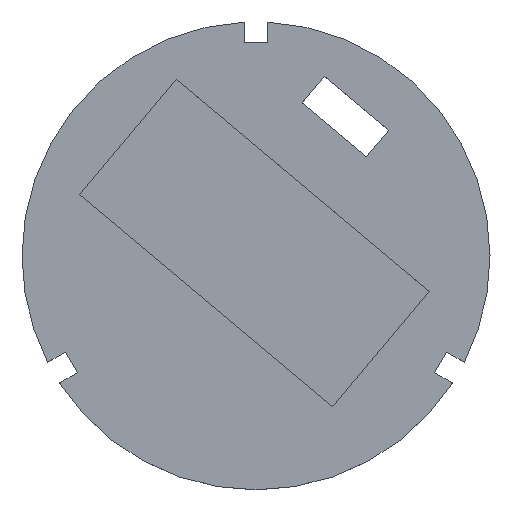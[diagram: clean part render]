
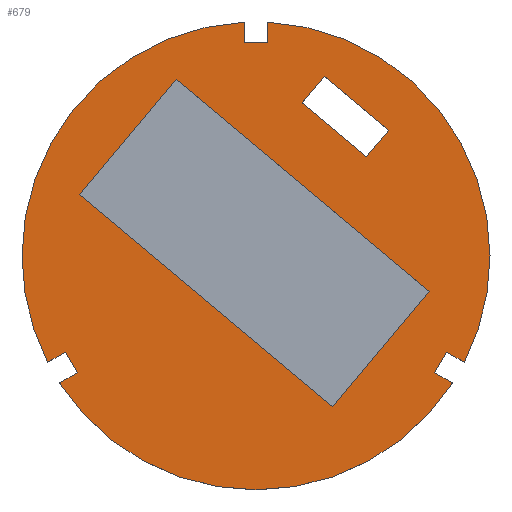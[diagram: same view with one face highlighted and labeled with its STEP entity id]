
A CAD part, top view. The second image highlights one B-rep face of the part: STEP entity #679.
In plain terms, the highlighted planar face has unit normal (0, 0, 1).
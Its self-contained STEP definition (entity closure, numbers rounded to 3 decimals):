
#70=CARTESIAN_POINT('Vertex',(19.011,17.989,3.4)) ;
#73=CARTESIAN_POINT('Line Origine',(14.414,21.846,3.4)) ;
#77=CARTESIAN_POINT('Vertex',(9.818,25.702,3.4)) ;
#104=CARTESIAN_POINT('Line Origine',(8.211,23.787,3.4)) ;
#108=CARTESIAN_POINT('Vertex',(6.604,21.872,3.4)) ;
#266=CARTESIAN_POINT('Line Origine',(11.2,18.015,3.4)) ;
#270=CARTESIAN_POINT('Vertex',(15.797,14.159,3.4)) ;
#294=CARTESIAN_POINT('Vertex',(28.124,-18.201,3.4)) ;
#297=CARTESIAN_POINT('Axis2P3D Location',(0.,0.,3.4)) ;
#301=CARTESIAN_POINT('Vertex',(-28.124,-18.201,3.4)) ;
#325=CARTESIAN_POINT('Vertex',(29.824,-15.256,3.4)) ;
#328=CARTESIAN_POINT('Line Origine',(28.544,-14.517,3.4)) ;
#332=CARTESIAN_POINT('Vertex',(27.264,-13.778,3.4)) ;
#351=CARTESIAN_POINT('Vertex',(33.5,0.,3.4)) ;
#354=CARTESIAN_POINT('Axis2P3D Location',(0.,0.,3.4)) ;
#366=CARTESIAN_POINT('Axis2P3D Location',(0.,0.,3.4)) ;
#370=CARTESIAN_POINT('Vertex',(1.7,33.457,3.4)) ;
#394=CARTESIAN_POINT('Vertex',(-1.7,33.457,3.4)) ;
#397=CARTESIAN_POINT('Line Origine',(-1.7,31.978,3.4)) ;
#401=CARTESIAN_POINT('Vertex',(-1.7,30.5,3.4)) ;
#420=CARTESIAN_POINT('Vertex',(-33.5,0.,3.4)) ;
#423=CARTESIAN_POINT('Axis2P3D Location',(0.,0.,3.4)) ;
#435=CARTESIAN_POINT('Axis2P3D Location',(0.,0.,3.4)) ;
#439=CARTESIAN_POINT('Vertex',(-29.824,-15.256,3.4)) ;
#459=CARTESIAN_POINT('Line Origine',(-26.844,-17.461,3.4)) ;
#463=CARTESIAN_POINT('Vertex',(-25.564,-16.722,3.4)) ;
#483=CARTESIAN_POINT('Line Origine',(-26.414,-15.25,3.4)) ;
#487=CARTESIAN_POINT('Vertex',(-27.264,-13.778,3.4)) ;
#507=CARTESIAN_POINT('Line Origine',(-28.544,-14.517,3.4)) ;
#524=CARTESIAN_POINT('Line Origine',(0.,30.5,3.4)) ;
#528=CARTESIAN_POINT('Vertex',(1.7,30.5,3.4)) ;
#548=CARTESIAN_POINT('Line Origine',(1.7,31.978,3.4)) ;
#565=CARTESIAN_POINT('Line Origine',(26.414,-15.25,3.4)) ;
#569=CARTESIAN_POINT('Vertex',(25.564,-16.722,3.4)) ;
#589=CARTESIAN_POINT('Line Origine',(26.844,-17.461,3.4)) ;
#606=CARTESIAN_POINT('Line Origine',(17.404,16.074,3.4)) ;
#618=CARTESIAN_POINT('Axis2P3D Location',(0.,0.,3.4)) ;
#639=CARTESIAN_POINT('Line Origine',(17.886,-13.377,3.4)) ;
#643=CARTESIAN_POINT('Vertex',(10.976,-21.612,3.4)) ;
#645=CARTESIAN_POINT('Vertex',(24.796,-5.142,3.4)) ;
#648=CARTESIAN_POINT('Line Origine',(-7.141,-6.41,3.4)) ;
#652=CARTESIAN_POINT('Vertex',(-25.258,8.792,3.4)) ;
#655=CARTESIAN_POINT('Line Origine',(-18.348,17.027,3.4)) ;
#659=CARTESIAN_POINT('Vertex',(-11.438,25.262,3.4)) ;
#662=CARTESIAN_POINT('Line Origine',(6.679,10.06,3.4)) ;
#74=DIRECTION('Vector Direction',(0.766,-0.643,0.)) ;
#105=DIRECTION('Vector Direction',(0.643,0.766,0.)) ;
#267=DIRECTION('Vector Direction',(-0.766,0.643,0.)) ;
#298=DIRECTION('Axis2P3D Direction',(0.,0.,1.)) ;
#329=DIRECTION('Vector Direction',(0.866,-0.5,0.)) ;
#355=DIRECTION('Axis2P3D Direction',(0.,0.,1.)) ;
#367=DIRECTION('Axis2P3D Direction',(0.,0.,1.)) ;
#398=DIRECTION('Vector Direction',(0.,1.,0.)) ;
#424=DIRECTION('Axis2P3D Direction',(0.,0.,1.)) ;
#436=DIRECTION('Axis2P3D Direction',(0.,0.,1.)) ;
#460=DIRECTION('Vector Direction',(-0.866,-0.5,0.)) ;
#484=DIRECTION('Vector Direction',(-0.5,0.866,0.)) ;
#508=DIRECTION('Vector Direction',(-0.866,-0.5,0.)) ;
#525=DIRECTION('Vector Direction',(1.,0.,0.)) ;
#549=DIRECTION('Vector Direction',(0.,1.,0.)) ;
#566=DIRECTION('Vector Direction',(-0.5,-0.866,0.)) ;
#590=DIRECTION('Vector Direction',(0.866,-0.5,0.)) ;
#607=DIRECTION('Vector Direction',(-0.643,-0.766,0.)) ;
#619=DIRECTION('Axis2P3D Direction',(0.,0.,1.)) ;
#620=DIRECTION('Axis2P3D XDirection',(1.,0.,0.)) ;
#640=DIRECTION('Vector Direction',(-0.643,-0.766,0.)) ;
#649=DIRECTION('Vector Direction',(-0.766,0.643,0.)) ;
#656=DIRECTION('Vector Direction',(0.643,0.766,0.)) ;
#663=DIRECTION('Vector Direction',(0.766,-0.643,0.)) ;
#299=AXIS2_PLACEMENT_3D('Circle Axis2P3D',#297,#298,$) ;
#356=AXIS2_PLACEMENT_3D('Circle Axis2P3D',#354,#355,$) ;
#368=AXIS2_PLACEMENT_3D('Circle Axis2P3D',#366,#367,$) ;
#425=AXIS2_PLACEMENT_3D('Circle Axis2P3D',#423,#424,$) ;
#437=AXIS2_PLACEMENT_3D('Circle Axis2P3D',#435,#436,$) ;
#621=AXIS2_PLACEMENT_3D('Plane Axis2P3D',#618,#619,#620) ;
#624=ORIENTED_EDGE('',*,*,#303,.T.) ;
#625=ORIENTED_EDGE('',*,*,#593,.F.) ;
#626=ORIENTED_EDGE('',*,*,#571,.F.) ;
#627=ORIENTED_EDGE('',*,*,#334,.T.) ;
#628=ORIENTED_EDGE('',*,*,#358,.T.) ;
#629=ORIENTED_EDGE('',*,*,#372,.T.) ;
#630=ORIENTED_EDGE('',*,*,#552,.F.) ;
#631=ORIENTED_EDGE('',*,*,#530,.F.) ;
#632=ORIENTED_EDGE('',*,*,#403,.T.) ;
#633=ORIENTED_EDGE('',*,*,#427,.T.) ;
#634=ORIENTED_EDGE('',*,*,#441,.T.) ;
#635=ORIENTED_EDGE('',*,*,#511,.F.) ;
#636=ORIENTED_EDGE('',*,*,#489,.F.) ;
#637=ORIENTED_EDGE('',*,*,#465,.T.) ;
#668=ORIENTED_EDGE('',*,*,#647,.F.) ;
#669=ORIENTED_EDGE('',*,*,#654,.F.) ;
#670=ORIENTED_EDGE('',*,*,#661,.F.) ;
#671=ORIENTED_EDGE('',*,*,#666,.F.) ;
#674=ORIENTED_EDGE('',*,*,#610,.F.) ;
#675=ORIENTED_EDGE('',*,*,#272,.F.) ;
#676=ORIENTED_EDGE('',*,*,#110,.F.) ;
#677=ORIENTED_EDGE('',*,*,#79,.F.) ;
#672=FACE_BOUND('',#667,.T.) ;
#678=FACE_BOUND('',#673,.T.) ;
#75=VECTOR('Line Direction',#74,1.) ;
#106=VECTOR('Line Direction',#105,1.) ;
#268=VECTOR('Line Direction',#267,1.) ;
#330=VECTOR('Line Direction',#329,1.) ;
#399=VECTOR('Line Direction',#398,1.) ;
#461=VECTOR('Line Direction',#460,1.) ;
#485=VECTOR('Line Direction',#484,1.) ;
#509=VECTOR('Line Direction',#508,1.) ;
#526=VECTOR('Line Direction',#525,1.) ;
#550=VECTOR('Line Direction',#549,1.) ;
#567=VECTOR('Line Direction',#566,1.) ;
#591=VECTOR('Line Direction',#590,1.) ;
#608=VECTOR('Line Direction',#607,1.) ;
#641=VECTOR('Line Direction',#640,1.) ;
#650=VECTOR('Line Direction',#649,1.) ;
#657=VECTOR('Line Direction',#656,1.) ;
#664=VECTOR('Line Direction',#663,1.) ;
#679=ADVANCED_FACE('',(#638,#672,#678),#622,.T.) ;
#300=CIRCLE('generated circle',#299,33.5) ;
#357=CIRCLE('generated circle',#356,33.5) ;
#369=CIRCLE('generated circle',#368,33.5) ;
#426=CIRCLE('generated circle',#425,33.5) ;
#438=CIRCLE('generated circle',#437,33.5) ;
#79=EDGE_CURVE('',#71,#78,#76,.F.) ;
#110=EDGE_CURVE('',#78,#109,#107,.F.) ;
#272=EDGE_CURVE('',#109,#271,#269,.F.) ;
#303=EDGE_CURVE('',#302,#295,#300,.T.) ;
#334=EDGE_CURVE('',#333,#326,#331,.T.) ;
#358=EDGE_CURVE('',#326,#352,#357,.T.) ;
#372=EDGE_CURVE('',#352,#371,#369,.T.) ;
#403=EDGE_CURVE('',#402,#395,#400,.T.) ;
#427=EDGE_CURVE('',#395,#421,#426,.T.) ;
#441=EDGE_CURVE('',#421,#440,#438,.T.) ;
#465=EDGE_CURVE('',#464,#302,#462,.T.) ;
#489=EDGE_CURVE('',#464,#488,#486,.T.) ;
#511=EDGE_CURVE('',#488,#440,#510,.T.) ;
#530=EDGE_CURVE('',#402,#529,#527,.T.) ;
#552=EDGE_CURVE('',#529,#371,#551,.T.) ;
#571=EDGE_CURVE('',#333,#570,#568,.T.) ;
#593=EDGE_CURVE('',#570,#295,#592,.T.) ;
#610=EDGE_CURVE('',#271,#71,#609,.F.) ;
#647=EDGE_CURVE('',#644,#646,#642,.F.) ;
#654=EDGE_CURVE('',#653,#644,#651,.F.) ;
#661=EDGE_CURVE('',#660,#653,#658,.F.) ;
#666=EDGE_CURVE('',#646,#660,#665,.F.) ;
#623=EDGE_LOOP('',(#624,#625,#626,#627,#628,#629,#630,#631,#632,#633,#634,#635,#636,#637)) ;
#667=EDGE_LOOP('',(#668,#669,#670,#671)) ;
#673=EDGE_LOOP('',(#674,#675,#676,#677)) ;
#638=FACE_OUTER_BOUND('',#623,.T.) ;
#76=LINE('Line',#73,#75) ;
#107=LINE('Line',#104,#106) ;
#269=LINE('Line',#266,#268) ;
#331=LINE('Line',#328,#330) ;
#400=LINE('Line',#397,#399) ;
#462=LINE('Line',#459,#461) ;
#486=LINE('Line',#483,#485) ;
#510=LINE('Line',#507,#509) ;
#527=LINE('Line',#524,#526) ;
#551=LINE('Line',#548,#550) ;
#568=LINE('Line',#565,#567) ;
#592=LINE('Line',#589,#591) ;
#609=LINE('Line',#606,#608) ;
#642=LINE('Line',#639,#641) ;
#651=LINE('Line',#648,#650) ;
#658=LINE('Line',#655,#657) ;
#665=LINE('Line',#662,#664) ;
#622=PLANE('Plane',#621) ;
#71=VERTEX_POINT('',#70) ;
#78=VERTEX_POINT('',#77) ;
#109=VERTEX_POINT('',#108) ;
#271=VERTEX_POINT('',#270) ;
#295=VERTEX_POINT('',#294) ;
#302=VERTEX_POINT('',#301) ;
#326=VERTEX_POINT('',#325) ;
#333=VERTEX_POINT('',#332) ;
#352=VERTEX_POINT('',#351) ;
#371=VERTEX_POINT('',#370) ;
#395=VERTEX_POINT('',#394) ;
#402=VERTEX_POINT('',#401) ;
#421=VERTEX_POINT('',#420) ;
#440=VERTEX_POINT('',#439) ;
#464=VERTEX_POINT('',#463) ;
#488=VERTEX_POINT('',#487) ;
#529=VERTEX_POINT('',#528) ;
#570=VERTEX_POINT('',#569) ;
#644=VERTEX_POINT('',#643) ;
#646=VERTEX_POINT('',#645) ;
#653=VERTEX_POINT('',#652) ;
#660=VERTEX_POINT('',#659) ;
